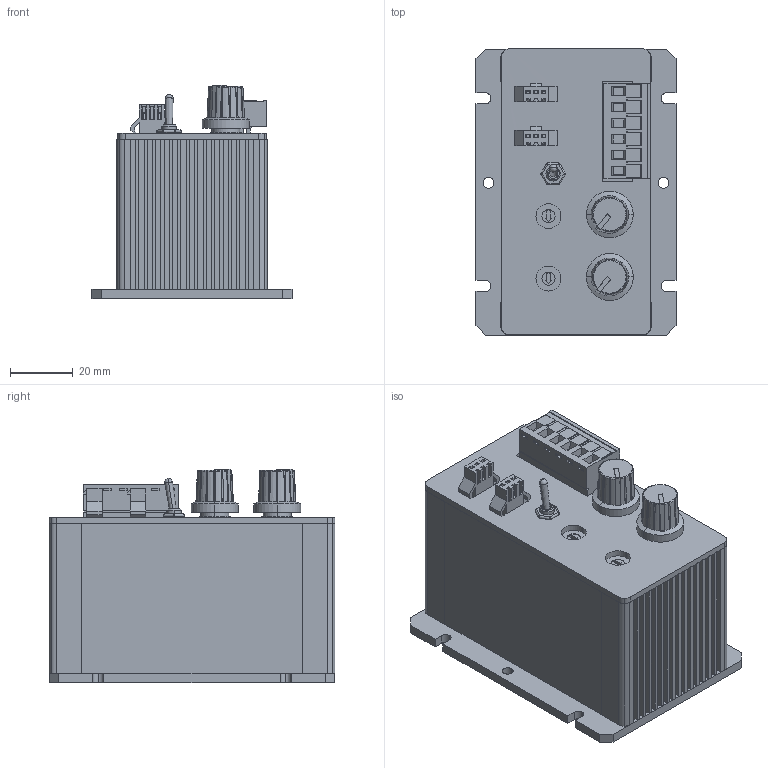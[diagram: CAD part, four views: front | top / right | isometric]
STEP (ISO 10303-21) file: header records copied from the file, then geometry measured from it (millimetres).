
FILE_DESCRIPTION(('STEP AP214'),'1');
FILE_NAME('STB-VL2CH.stp','2023-03-13T03:57:18',(' '),(' '),'Spatial InterOp 3D',' ',' ');
FILE_SCHEMA(('AUTOMOTIVE_DESIGN { 1 0 10303 214 1 1 1 1 }'));
Length unit declared in the file: metre
Products named in the file (2): STB-VL2CH; Component1
Assembly tree (1 placements, depth 2):
  STB-VL2CH
    Component1
Bounding box: 64 x 91.5 x 68.3 mm (x, y, z)
Volume: 237275.6 mm3; surface area: 39722.6 mm2
Topology: 1 solids, 1 shells, 946 faces, 2656 edges, 1727 vertices
Faces by surface type: plane 726, cylinder 162, cone 36, sphere 14, torus 6, bspline 2
Entity records: 33402 total; most frequent: CARTESIAN_POINT 8962, ORIENTED_EDGE 5308, DIRECTION 4742, EDGE_CURVE 2654, LINE 2064, VECTOR 2064, VERTEX_POINT 1727, AXIS2_PLACEMENT_3D 1339
